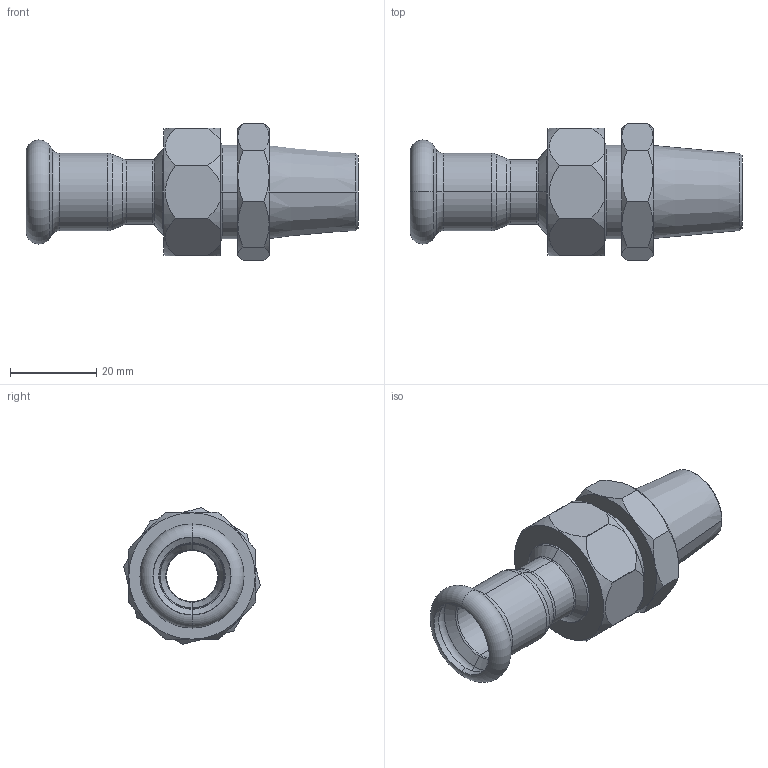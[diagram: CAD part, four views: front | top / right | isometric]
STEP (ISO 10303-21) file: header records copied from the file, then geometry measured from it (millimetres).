
FILE_DESCRIPTION (( 'STEP AP203' ), '1' );
FILE_NAME ('3D_P728_15 x 3-4_141282520.STEP', '2024-11-19T09:14:15', ( '' ), ( '' ), 'SwSTEP 2.0', 'SolidWorks 2023', '' );
FILE_SCHEMA (( 'CONFIG_CONTROL_DESIGN' ));
Length unit declared in the file: millimetre
Products named in the file (1): 3D_P728_15 x 3-4_141282520
Bounding box: 77 x 31.73 x 31.73 mm (x, y, z)
Volume: 20230.4 mm3; surface area: 13918.5 mm2
Topology: 4 solids, 4 shells, 135 faces, 302 edges, 178 vertices
Faces by surface type: cone 52, cylinder 36, plane 27, torus 20
Entity records: 4137 total; most frequent: CARTESIAN_POINT 1056, DIRECTION 668, ORIENTED_EDGE 604, EDGE_CURVE 302, AXIS2_PLACEMENT_3D 290, VERTEX_POINT 178, CIRCLE 154, EDGE_LOOP 146
